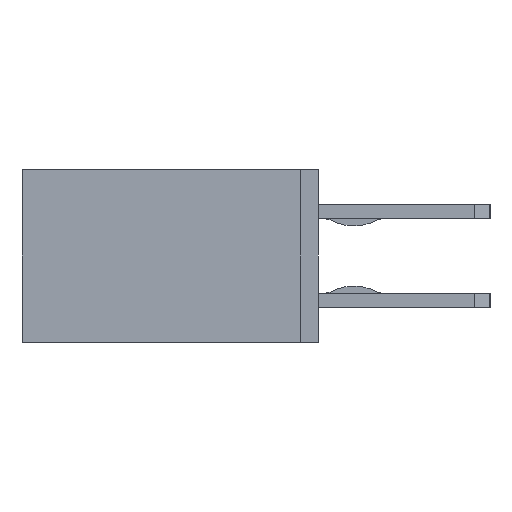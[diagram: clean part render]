
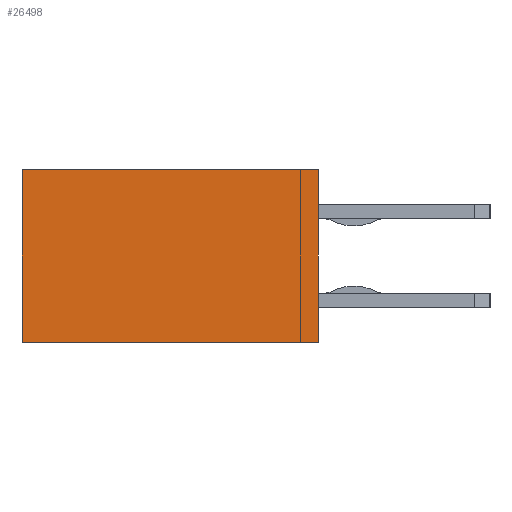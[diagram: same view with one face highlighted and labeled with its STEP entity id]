
A CAD part, left-side view. The second image highlights one B-rep face of the part: STEP entity #26498.
In plain terms, the highlighted planar face has unit normal (-1, 0, 0).
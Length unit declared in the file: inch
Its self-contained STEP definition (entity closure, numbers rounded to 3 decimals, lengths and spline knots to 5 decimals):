
#5963=ORIENTED_EDGE('',*,*,#10832,.T.);
#5964=ORIENTED_EDGE('',*,*,#9431,.F.);
#5965=ORIENTED_EDGE('',*,*,#10933,.F.);
#5966=ORIENTED_EDGE('',*,*,#9423,.T.);
#9423=EDGE_CURVE('',#12468,#12467,#15507,.T.);
#9431=EDGE_CURVE('',#12475,#12476,#15515,.T.);
#10832=EDGE_CURVE('',#12467,#12476,#16916,.T.);
#10933=EDGE_CURVE('',#12468,#12475,#17017,.T.);
#12467=VERTEX_POINT('',#38550);
#12468=VERTEX_POINT('',#38552);
#12475=VERTEX_POINT('',#38567);
#12476=VERTEX_POINT('',#38569);
#15507=LINE('',#38551,#19151);
#15515=LINE('',#38568,#19159);
#16916=LINE('',#41369,#20560);
#17017=LINE('',#41521,#20661);
#19151=VECTOR('',#31525,39.37008);
#19159=VECTOR('',#31535,39.37008);
#20560=VECTOR('',#33738,39.37008);
#20661=VECTOR('',#33941,39.37008);
#22034=EDGE_LOOP('',(#5963,#5964,#5965,#5966));
#23658=FACE_BOUND('',#22034,.T.);
#25174=PLANE('',#27865);
#26498=ADVANCED_FACE('',(#23658),#25174,.F.);
#27865=AXIS2_PLACEMENT_3D('',#41520,#33939,#33940);
#31525=DIRECTION('',(0.,-1.,0.));
#31535=DIRECTION('',(0.,-1.,0.));
#33738=DIRECTION('',(0.,0.,1.));
#33939=DIRECTION('',(1.,0.,0.));
#33940=DIRECTION('',(0.,0.,-1.));
#33941=DIRECTION('',(0.,0.,1.));
#38550=CARTESIAN_POINT('',(-2.51,0.,-0.0975));
#38551=CARTESIAN_POINT('',(-2.51,0.335,-0.0975));
#38552=CARTESIAN_POINT('',(-2.51,0.335,-0.0975));
#38567=CARTESIAN_POINT('',(-2.51,0.335,0.0975));
#38568=CARTESIAN_POINT('',(-2.51,0.335,0.0975));
#38569=CARTESIAN_POINT('',(-2.51,0.,0.0975));
#41369=CARTESIAN_POINT('',(-2.51,0.,-0.0975));
#41520=CARTESIAN_POINT('',(-2.51,0.335,-0.0975));
#41521=CARTESIAN_POINT('',(-2.51,0.335,-0.0975));
